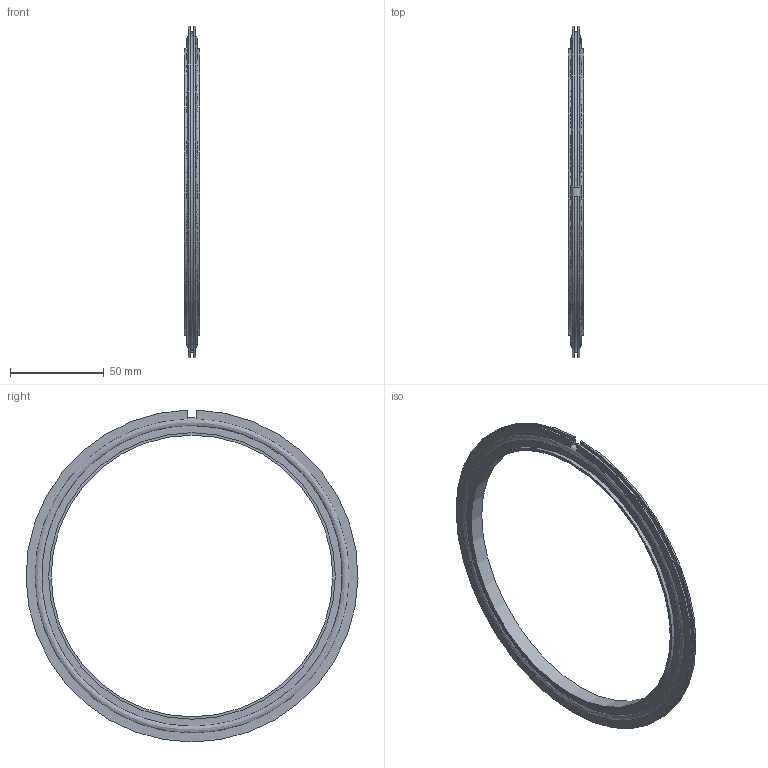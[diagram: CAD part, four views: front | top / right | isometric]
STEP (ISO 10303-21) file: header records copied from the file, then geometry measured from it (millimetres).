
FILE_DESCRIPTION (( 'STEP AP214' ), '1' );
FILE_NAME ('AI1ISO160 FULLVAC.STEP', '2019-09-20T14:10:31', ( '' ), ( '' ), 'SwSTEP 2.0', 'SolidWorks 2017', '' );
FILE_SCHEMA (( 'AUTOMOTIVE_DESIGN' ));
Length unit declared in the file: millimetre
Products named in the file (4): 3^AI1ISO160; AI1ISO160 FULLVAC; 2^AI1ISO160; 1^AI1ISO160
Assembly tree (3 placements, depth 2):
  AI1ISO160 FULLVAC
    1^AI1ISO160
    2^AI1ISO160
    3^AI1ISO160
Bounding box: 8 x 176.78 x 176.76 mm (x, y, z)
Volume: 29705.3 mm3; surface area: 33653 mm2
Topology: 3 solids, 3 shells, 24 faces, 54 edges, 36 vertices
Faces by surface type: plane 10, cylinder 7, bspline 7
Full cylindrical faces by diameter (mm): 150 x1, 152.6 x2
Entity records: 1396 total; most frequent: CARTESIAN_POINT 788, DIRECTION 94, ORIENTED_EDGE 88, EDGE_CURVE 44, AXIS2_PLACEMENT_3D 39, EDGE_LOOP 34, VERTEX_POINT 34, FACE_OUTER_BOUND 30
